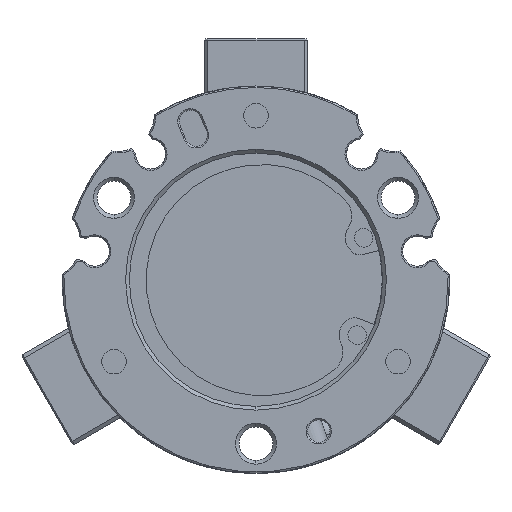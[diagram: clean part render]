
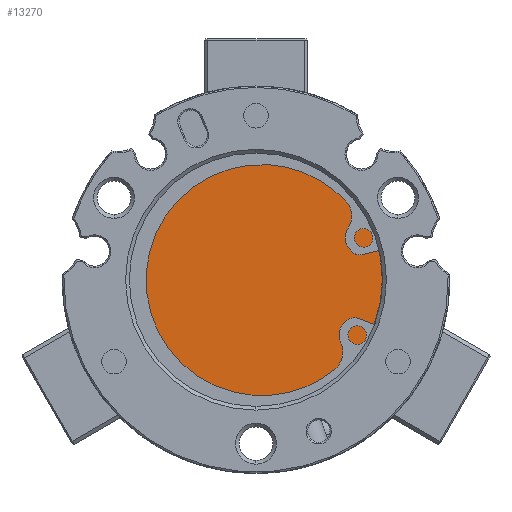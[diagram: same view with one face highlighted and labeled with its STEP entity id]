
A CAD part, front view. The second image highlights one B-rep face of the part: STEP entity #13270.
In plain terms, the highlighted planar face has unit normal (0, -1, 0).
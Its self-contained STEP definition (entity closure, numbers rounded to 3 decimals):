
#172 = DIRECTION ( 'NONE',  ( 1., 0., 0. ) ) ;
#1771 = PLANE ( 'NONE',  #21635 ) ;
#4100 = CIRCLE ( 'NONE', #8377, 16.95 ) ;
#5225 = FACE_OUTER_BOUND ( 'NONE', #10726, .T. ) ;
#6239 = VERTEX_POINT ( 'NONE', #20387 ) ;
#6445 = CARTESIAN_POINT ( 'NONE',  ( -0.808, -22.513, 52. ) ) ;
#7155 = CARTESIAN_POINT ( 'NONE',  ( -0.808, -22.513, 52. ) ) ;
#8327 = DIRECTION ( 'NONE',  ( 1., 0., 0. ) ) ;
#8377 = AXIS2_PLACEMENT_3D ( 'NONE', #7155, #20597, #9075 ) ;
#9075 = DIRECTION ( 'NONE',  ( 1., 0., 0. ) ) ;
#9379 = EDGE_CURVE ( 'NONE', #16515, #6239, #17587, .T. ) ;
#9714 = CARTESIAN_POINT ( 'NONE',  ( 16.142, -22.513, 52. ) ) ;
#9864 = EDGE_CURVE ( 'NONE', #6239, #16515, #4100, .T. ) ;
#10726 = EDGE_LOOP ( 'NONE', ( #16769, #24277 ) ) ;
#11633 = DIRECTION ( 'NONE',  ( 0., -1., 0. ) ) ;
#13270 = ADVANCED_FACE ( 'NONE', ( #5225 ), #1771, .T. ) ;
#16515 = VERTEX_POINT ( 'NONE', #19264 ) ;
#16769 = ORIENTED_EDGE ( 'NONE', *, *, #9864, .T. ) ;
#17587 = CIRCLE ( 'NONE', #19309, 16.95 ) ;
#19264 = CARTESIAN_POINT ( 'NONE',  ( -17.758, -22.513, 52. ) ) ;
#19309 = AXIS2_PLACEMENT_3D ( 'NONE', #6445, #19838, #8327 ) ;
#19838 = DIRECTION ( 'NONE',  ( 0., -1., 0. ) ) ;
#20387 = CARTESIAN_POINT ( 'NONE',  ( 16.142, -22.513, 52. ) ) ;
#20597 = DIRECTION ( 'NONE',  ( 0., -1., 0. ) ) ;
#21635 = AXIS2_PLACEMENT_3D ( 'NONE', #9714, #11633, #172 ) ;
#24277 = ORIENTED_EDGE ( 'NONE', *, *, #9379, .T. ) ;
